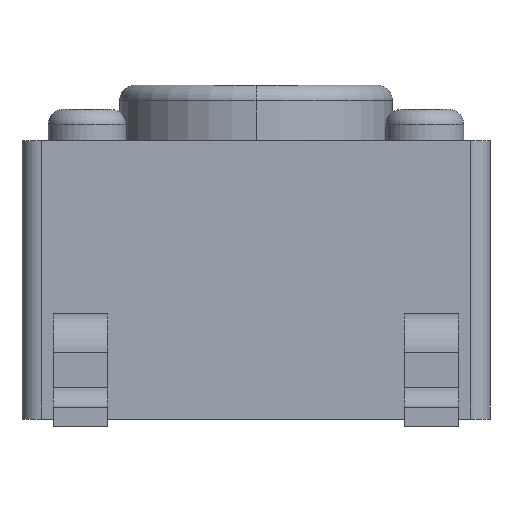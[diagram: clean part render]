
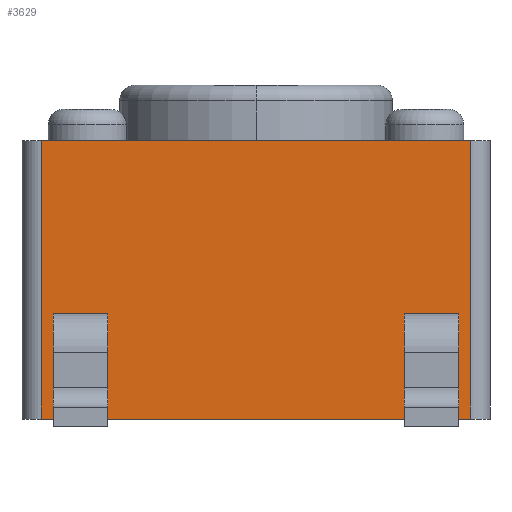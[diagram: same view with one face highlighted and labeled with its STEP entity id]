
A CAD part, front view. The second image highlights one B-rep face of the part: STEP entity #3629.
In plain terms, the highlighted planar face has unit normal (0, -1, 0).
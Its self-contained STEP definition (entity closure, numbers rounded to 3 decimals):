
#11 = EDGE_CURVE ( 'NONE', #3152, #1297, #1294, .T. ) ;
#67 = ORIENTED_EDGE ( 'NONE', *, *, #294, .T. ) ;
#103 = CARTESIAN_POINT ( 'NONE',  ( 1.9, -3., -2.22 ) ) ;
#104 = ORIENTED_EDGE ( 'NONE', *, *, #1860, .F. ) ;
#113 = DIRECTION ( 'NONE',  ( 0., 0., 1. ) ) ;
#129 = CARTESIAN_POINT ( 'NONE',  ( -1.9, -3., -2.47 ) ) ;
#134 = CARTESIAN_POINT ( 'NONE',  ( 2.75, -3., -3.57 ) ) ;
#182 = CARTESIAN_POINT ( 'NONE',  ( -2.6, -3., -2.22 ) ) ;
#198 = VERTEX_POINT ( 'NONE', #129 ) ;
#209 = EDGE_LOOP ( 'NONE', ( #3194, #1276, #936, #67 ) ) ;
#210 = CARTESIAN_POINT ( 'NONE',  ( -2.75, -3., 0. ) ) ;
#294 = EDGE_CURVE ( 'NONE', #1807, #1188, #548, .T. ) ;
#347 = DIRECTION ( 'NONE',  ( 0., 0., 1. ) ) ;
#366 = VECTOR ( 'NONE', #3141, 1000. ) ;
#388 = VECTOR ( 'NONE', #1152, 1000. ) ;
#412 = AXIS2_PLACEMENT_3D ( 'NONE', #1241, #2164, #3721 ) ;
#454 = FACE_BOUND ( 'NONE', #824, .T. ) ;
#460 = VERTEX_POINT ( 'NONE', #2636 ) ;
#514 = DIRECTION ( 'NONE',  ( 1., 0., 0. ) ) ;
#548 = LINE ( 'NONE', #976, #2881 ) ;
#557 = CARTESIAN_POINT ( 'NONE',  ( 1.9, -3., -2.47 ) ) ;
#571 = EDGE_CURVE ( 'NONE', #617, #2267, #696, .T. ) ;
#617 = VERTEX_POINT ( 'NONE', #103 ) ;
#680 = EDGE_CURVE ( 'NONE', #1977, #2758, #726, .T. ) ;
#696 = LINE ( 'NONE', #3484, #3913 ) ;
#726 = LINE ( 'NONE', #736, #3533 ) ;
#736 = CARTESIAN_POINT ( 'NONE',  ( -2.75, -3., -3.57 ) ) ;
#773 = ORIENTED_EDGE ( 'NONE', *, *, #680, .F. ) ;
#774 = VECTOR ( 'NONE', #1457, 1000. ) ;
#814 = CARTESIAN_POINT ( 'NONE',  ( 2.75, -3., 0. ) ) ;
#824 = EDGE_LOOP ( 'NONE', ( #2835, #1989, #1858, #2504 ) ) ;
#883 = VECTOR ( 'NONE', #514, 1000. ) ;
#936 = ORIENTED_EDGE ( 'NONE', *, *, #2676, .F. ) ;
#968 = FACE_OUTER_BOUND ( 'NONE', #1851, .T. ) ;
#976 = CARTESIAN_POINT ( 'NONE',  ( -2.6, -3., -2.47 ) ) ;
#1023 = CARTESIAN_POINT ( 'NONE',  ( -1.9, -3., -2.22 ) ) ;
#1048 = EDGE_CURVE ( 'NONE', #1977, #1297, #2536, .T. ) ;
#1093 = DIRECTION ( 'NONE',  ( 1., 0., 0. ) ) ;
#1123 = LINE ( 'NONE', #3801, #2596 ) ;
#1152 = DIRECTION ( 'NONE',  ( 0., 0., -1. ) ) ;
#1188 = VERTEX_POINT ( 'NONE', #182 ) ;
#1201 = DIRECTION ( 'NONE',  ( 1., 0., 0. ) ) ;
#1205 = VECTOR ( 'NONE', #2941, 1000. ) ;
#1216 = LINE ( 'NONE', #2141, #2033 ) ;
#1241 = CARTESIAN_POINT ( 'NONE',  ( -3., -3., 0. ) ) ;
#1253 = CARTESIAN_POINT ( 'NONE',  ( 2.6, -3., -2.22 ) ) ;
#1266 = VERTEX_POINT ( 'NONE', #1023 ) ;
#1276 = ORIENTED_EDGE ( 'NONE', *, *, #3183, .F. ) ;
#1281 = DIRECTION ( 'NONE',  ( 1., 0., 0. ) ) ;
#1294 = LINE ( 'NONE', #814, #388 ) ;
#1297 = VERTEX_POINT ( 'NONE', #134 ) ;
#1355 = FACE_BOUND ( 'NONE', #209, .T. ) ;
#1421 = ORIENTED_EDGE ( 'NONE', *, *, #11, .F. ) ;
#1457 = DIRECTION ( 'NONE',  ( 0., 0., 1. ) ) ;
#1726 = CARTESIAN_POINT ( 'NONE',  ( 2.75, -3., 0. ) ) ;
#1739 = EDGE_CURVE ( 'NONE', #2119, #2267, #1123, .T. ) ;
#1807 = VERTEX_POINT ( 'NONE', #3180 ) ;
#1819 = CARTESIAN_POINT ( 'NONE',  ( -2.75, -3., 0. ) ) ;
#1851 = EDGE_LOOP ( 'NONE', ( #104, #773, #3799, #1421 ) ) ;
#1858 = ORIENTED_EDGE ( 'NONE', *, *, #2614, .F. ) ;
#1860 = EDGE_CURVE ( 'NONE', #2758, #3152, #3135, .T. ) ;
#1891 = PLANE ( 'NONE',  #412 ) ;
#1901 = LINE ( 'NONE', #557, #3374 ) ;
#1977 = VERTEX_POINT ( 'NONE', #2489 ) ;
#1989 = ORIENTED_EDGE ( 'NONE', *, *, #1739, .F. ) ;
#2033 = VECTOR ( 'NONE', #1201, 1000. ) ;
#2058 = DIRECTION ( 'NONE',  ( 1., 0., 0. ) ) ;
#2119 = VERTEX_POINT ( 'NONE', #3959 ) ;
#2141 = CARTESIAN_POINT ( 'NONE',  ( -2.6, -3., -2.22 ) ) ;
#2164 = DIRECTION ( 'NONE',  ( 0., -1., 0. ) ) ;
#2267 = VERTEX_POINT ( 'NONE', #1253 ) ;
#2489 = CARTESIAN_POINT ( 'NONE',  ( -2.75, -3., -3.57 ) ) ;
#2497 = LINE ( 'NONE', #2991, #774 ) ;
#2504 = ORIENTED_EDGE ( 'NONE', *, *, #3688, .T. ) ;
#2536 = LINE ( 'NONE', #3556, #3286 ) ;
#2560 = CARTESIAN_POINT ( 'NONE',  ( 1.9, -3., -2.47 ) ) ;
#2579 = DIRECTION ( 'NONE',  ( 0., 0., 1. ) ) ;
#2596 = VECTOR ( 'NONE', #113, 1000. ) ;
#2614 = EDGE_CURVE ( 'NONE', #460, #2119, #1901, .T. ) ;
#2636 = CARTESIAN_POINT ( 'NONE',  ( 1.9, -3., -2.47 ) ) ;
#2676 = EDGE_CURVE ( 'NONE', #1807, #198, #3576, .T. ) ;
#2758 = VERTEX_POINT ( 'NONE', #1819 ) ;
#2835 = ORIENTED_EDGE ( 'NONE', *, *, #571, .T. ) ;
#2881 = VECTOR ( 'NONE', #347, 1000. ) ;
#2941 = DIRECTION ( 'NONE',  ( 1., 0., 0. ) ) ;
#2991 = CARTESIAN_POINT ( 'NONE',  ( -1.9, -3., -2.47 ) ) ;
#3135 = LINE ( 'NONE', #210, #883 ) ;
#3141 = DIRECTION ( 'NONE',  ( 0., 0., 1. ) ) ;
#3152 = VERTEX_POINT ( 'NONE', #1726 ) ;
#3180 = CARTESIAN_POINT ( 'NONE',  ( -2.6, -3., -2.47 ) ) ;
#3183 = EDGE_CURVE ( 'NONE', #198, #1266, #2497, .T. ) ;
#3194 = ORIENTED_EDGE ( 'NONE', *, *, #3340, .T. ) ;
#3255 = CARTESIAN_POINT ( 'NONE',  ( -2.6, -3., -2.47 ) ) ;
#3286 = VECTOR ( 'NONE', #2058, 1000. ) ;
#3340 = EDGE_CURVE ( 'NONE', #1188, #1266, #1216, .T. ) ;
#3374 = VECTOR ( 'NONE', #1093, 1000. ) ;
#3484 = CARTESIAN_POINT ( 'NONE',  ( 1.9, -3., -2.22 ) ) ;
#3533 = VECTOR ( 'NONE', #2579, 1000. ) ;
#3556 = CARTESIAN_POINT ( 'NONE',  ( -2.75, -3., -3.57 ) ) ;
#3576 = LINE ( 'NONE', #3255, #1205 ) ;
#3629 = ADVANCED_FACE ( 'NONE', ( #968, #1355, #454 ), #1891, .T. ) ;
#3668 = LINE ( 'NONE', #2560, #366 ) ;
#3688 = EDGE_CURVE ( 'NONE', #460, #617, #3668, .T. ) ;
#3721 = DIRECTION ( 'NONE',  ( 0., 0., -1. ) ) ;
#3799 = ORIENTED_EDGE ( 'NONE', *, *, #1048, .T. ) ;
#3801 = CARTESIAN_POINT ( 'NONE',  ( 2.6, -3., -2.47 ) ) ;
#3913 = VECTOR ( 'NONE', #1281, 1000. ) ;
#3959 = CARTESIAN_POINT ( 'NONE',  ( 2.6, -3., -2.47 ) ) ;
